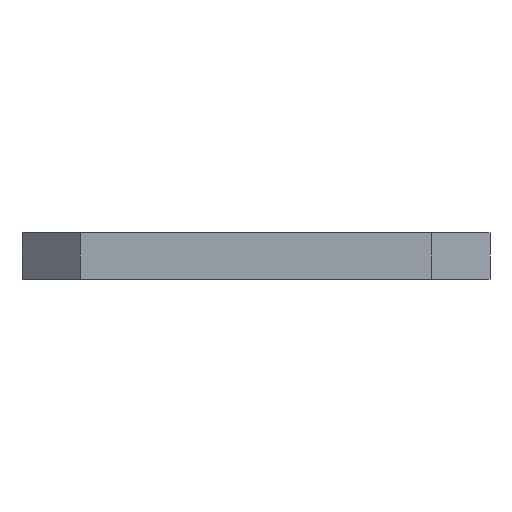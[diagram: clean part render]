
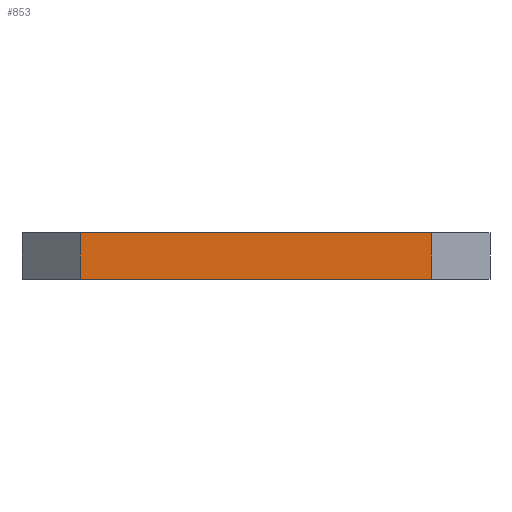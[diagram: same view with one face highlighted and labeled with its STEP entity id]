
A CAD part, front view. The second image highlights one B-rep face of the part: STEP entity #853.
In plain terms, the highlighted planar face has unit normal (0, -1, 0).
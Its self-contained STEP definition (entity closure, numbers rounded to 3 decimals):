
#577=VERTEX_POINT('',#1429);
#791=EDGE_CURVE('',#845,#577,#1670,.T.);
#805=VERTEX_POINT('',#1685);
#845=VERTEX_POINT('',#1730);
#853=ADVANCED_FACE('',(#1739),#1740,.T.);
#873=EDGE_CURVE('',#845,#913,#1762,.T.);
#913=VERTEX_POINT('',#1808);
#1033=EDGE_CURVE('',#805,#577,#1959,.T.);
#1109=EDGE_CURVE('',#913,#805,#2058,.T.);
#1429=CARTESIAN_POINT('',(-150.5,-200.0,40.0));
#1670=LINE('',#2751,#2752);
#1685=CARTESIAN_POINT('',(150.0,-200.0,40.0));
#1730=CARTESIAN_POINT('',(-150.5,-200.0,0.0));
#1739=FACE_OUTER_BOUND('',#2839,.T.);
#1740=PLANE('',#2840);
#1762=LINE('',#2871,#2872);
#1808=CARTESIAN_POINT('',(150.0,-200.0,0.0));
#1959=LINE('',#3110,#3111);
#2058=LINE('',#3233,#3234);
#2751=CARTESIAN_POINT('',(-150.5,-200.0,0.0));
#2752=VECTOR('',#3926,1.0);
#2839=EDGE_LOOP('',(#4005,#4006,#4007,#4008));
#2840=AXIS2_PLACEMENT_3D('',#4009,#4010,#4011);
#2871=CARTESIAN_POINT('',(-150.5,-200.0,0.0));
#2872=VECTOR('',#4029,1.0);
#3110=CARTESIAN_POINT('',(-150.5,-200.0,40.0));
#3111=VECTOR('',#4292,1.0);
#3233=CARTESIAN_POINT('',(150.0,-200.0,0.0));
#3234=VECTOR('',#4419,1.0);
#3926=DIRECTION('',(0.0,0.0,1.0));
#4005=ORIENTED_EDGE('',*,*,#1033,.T.);
#4006=ORIENTED_EDGE('',*,*,#791,.F.);
#4007=ORIENTED_EDGE('',*,*,#873,.T.);
#4008=ORIENTED_EDGE('',*,*,#1109,.T.);
#4009=CARTESIAN_POINT('',(150.0,-200.0,0.0));
#4010=DIRECTION('',(0.0,-1.0,0.0));
#4011=DIRECTION('',(0.0,0.0,-1.0));
#4029=DIRECTION('',(1.0,0.0,0.0));
#4292=DIRECTION('',(-1.0,0.0,0.0));
#4419=DIRECTION('',(0.0,0.0,1.0));
